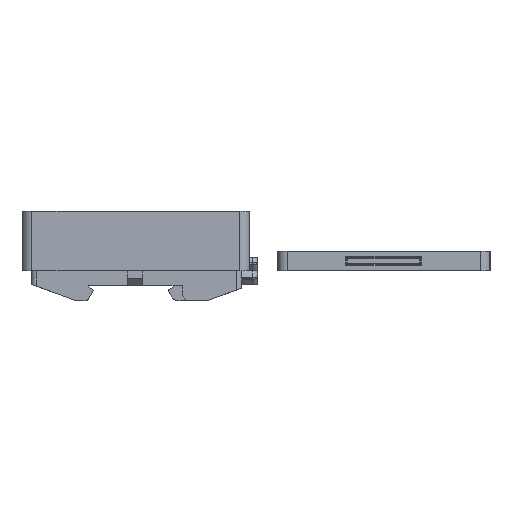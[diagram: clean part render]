
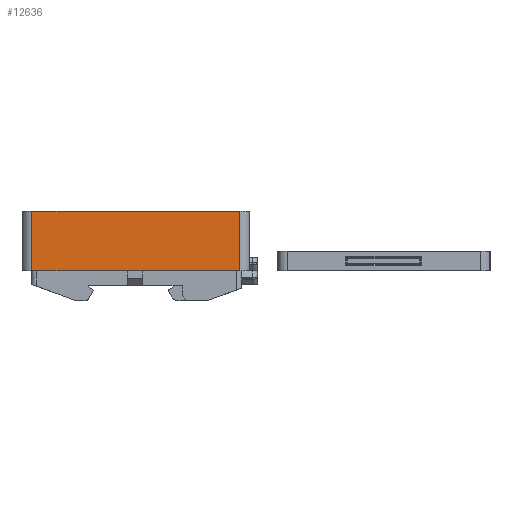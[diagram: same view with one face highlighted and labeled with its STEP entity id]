
A CAD part, left-side view. The second image highlights one B-rep face of the part: STEP entity #12636.
In plain terms, the highlighted planar face has unit normal (-1, 0, 0).
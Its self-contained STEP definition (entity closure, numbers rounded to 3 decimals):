
#10815=CARTESIAN_POINT('',(-80.067,42.133,24.));
#10816=VERTEX_POINT('',#10815);
#10824=CARTESIAN_POINT('',(-80.067,-41.867,24.));
#10825=VERTEX_POINT('',#10824);
#10826=CARTESIAN_POINT('',(-80.067,-41.867,24.));
#10827=DIRECTION('',(-0.,1.,0.));
#10828=VECTOR('',#10827,84.);
#10829=LINE('',#10826,#10828);
#10830=EDGE_CURVE('',#10825,#10816,#10829,.T.);
#12268=CARTESIAN_POINT('',(-80.067,-41.867,0.));
#12269=VERTEX_POINT('',#12268);
#12277=CARTESIAN_POINT('',(-80.067,42.133,0.));
#12278=VERTEX_POINT('',#12277);
#12279=CARTESIAN_POINT('',(-80.067,-41.867,0.));
#12280=DIRECTION('',(-0.,1.,0.));
#12281=VECTOR('',#12280,84.);
#12282=LINE('',#12279,#12281);
#12283=EDGE_CURVE('',#12269,#12278,#12282,.T.);
#12615=CARTESIAN_POINT('',(-80.067,0.133,24.));
#12616=DIRECTION('',(-1.,-0.,0.));
#12617=DIRECTION('',(0.,-1.,0.));
#12618=AXIS2_PLACEMENT_3D('',#12615,#12616,#12617);
#12619=PLANE('',#12618);
#12620=ORIENTED_EDGE('',*,*,#10830,.T.);
#12621=CARTESIAN_POINT('',(-80.067,42.133,24.));
#12622=DIRECTION('',(0.,0.,-1.));
#12623=VECTOR('',#12622,24.);
#12624=LINE('',#12621,#12623);
#12625=EDGE_CURVE('',#10816,#12278,#12624,.T.);
#12626=ORIENTED_EDGE('',*,*,#12625,.T.);
#12627=ORIENTED_EDGE('',*,*,#12283,.F.);
#12628=CARTESIAN_POINT('',(-80.067,-41.867,0.));
#12629=DIRECTION('',(-0.,-0.,1.));
#12630=VECTOR('',#12629,24.);
#12631=LINE('',#12628,#12630);
#12632=EDGE_CURVE('',#12269,#10825,#12631,.T.);
#12633=ORIENTED_EDGE('',*,*,#12632,.T.);
#12634=EDGE_LOOP('',(#12620,#12626,#12627,#12633));
#12635=FACE_BOUND('',#12634,.T.);
#12636=ADVANCED_FACE('',(#12635),#12619,.T.);
